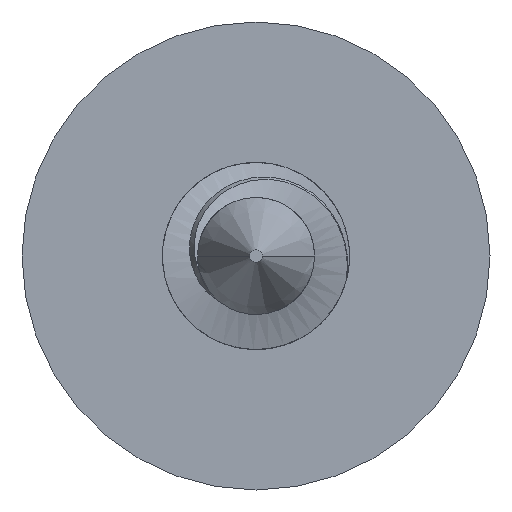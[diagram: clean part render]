
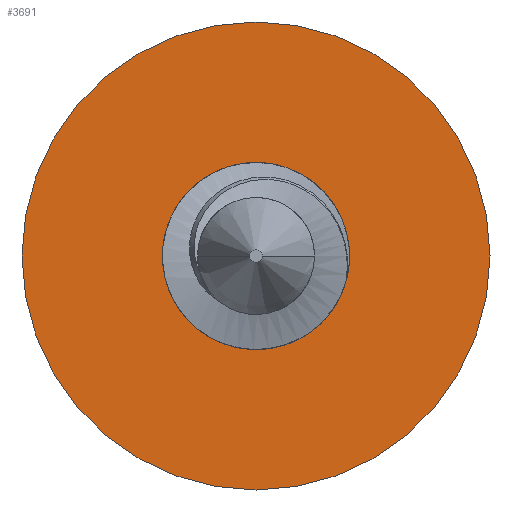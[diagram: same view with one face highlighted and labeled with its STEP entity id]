
A CAD part, front view. The second image highlights one B-rep face of the part: STEP entity #3691.
In plain terms, the highlighted planar face has unit normal (0, -1, 0).
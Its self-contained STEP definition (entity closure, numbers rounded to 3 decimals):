
#92 = CIRCLE ( 'NONE', #630, 10. ) ;
#135 = FACE_BOUND ( 'NONE', #2467, .T. ) ;
#316 = CARTESIAN_POINT ( 'NONE',  ( -3.5, 98.25, 0. ) ) ;
#353 = CIRCLE ( 'NONE', #1608, 3.5 ) ;
#630 = AXIS2_PLACEMENT_3D ( 'NONE', #4112, #3808, #2204 ) ;
#632 = EDGE_CURVE ( 'NONE', #806, #2565, #353, .T. ) ;
#806 = VERTEX_POINT ( 'NONE', #2737 ) ;
#867 = DIRECTION ( 'NONE',  ( -1., 0., 0. ) ) ;
#916 = EDGE_CURVE ( 'NONE', #1659, #934, #3845, .T. ) ;
#934 = VERTEX_POINT ( 'NONE', #2389 ) ;
#1089 = ORIENTED_EDGE ( 'NONE', *, *, #916, .F. ) ;
#1114 = DIRECTION ( 'NONE',  ( 0., 1., 0. ) ) ;
#1121 = ORIENTED_EDGE ( 'NONE', *, *, #1912, .F. ) ;
#1267 = AXIS2_PLACEMENT_3D ( 'NONE', #4007, #1114, #3432 ) ;
#1509 = EDGE_LOOP ( 'NONE', ( #1089, #1121 ) ) ;
#1544 = ORIENTED_EDGE ( 'NONE', *, *, #3860, .T. ) ;
#1608 = AXIS2_PLACEMENT_3D ( 'NONE', #3293, #1660, #2622 ) ;
#1659 = VERTEX_POINT ( 'NONE', #2800 ) ;
#1660 = DIRECTION ( 'NONE',  ( 0., 1., 0. ) ) ;
#1723 = AXIS2_PLACEMENT_3D ( 'NONE', #3816, #3751, #867 ) ;
#1912 = EDGE_CURVE ( 'NONE', #934, #1659, #92, .T. ) ;
#2028 = PLANE ( 'NONE',  #4035 ) ;
#2071 = FACE_OUTER_BOUND ( 'NONE', #1509, .T. ) ;
#2204 = DIRECTION ( 'NONE',  ( -1., 0., 0. ) ) ;
#2216 = DIRECTION ( 'NONE',  ( -1., 0., 0. ) ) ;
#2389 = CARTESIAN_POINT ( 'NONE',  ( 10., 98.25, 0. ) ) ;
#2467 = EDGE_LOOP ( 'NONE', ( #1544, #4087 ) ) ;
#2565 = VERTEX_POINT ( 'NONE', #316 ) ;
#2622 = DIRECTION ( 'NONE',  ( -1., 0., 0. ) ) ;
#2737 = CARTESIAN_POINT ( 'NONE',  ( 3.5, 98.25, 0. ) ) ;
#2800 = CARTESIAN_POINT ( 'NONE',  ( -10., 98.25, 0. ) ) ;
#2964 = CIRCLE ( 'NONE', #1723, 3.5 ) ;
#3293 = CARTESIAN_POINT ( 'NONE',  ( 0., 98.25, 0. ) ) ;
#3345 = CARTESIAN_POINT ( 'NONE',  ( 3.5, 98.25, 0. ) ) ;
#3385 = DIRECTION ( 'NONE',  ( 0., 1., 0. ) ) ;
#3432 = DIRECTION ( 'NONE',  ( -1., 0., 0. ) ) ;
#3691 = ADVANCED_FACE ( 'NONE', ( #2071, #135 ), #2028, .F. ) ;
#3751 = DIRECTION ( 'NONE',  ( 0., 1., 0. ) ) ;
#3808 = DIRECTION ( 'NONE',  ( 0., 1., 0. ) ) ;
#3816 = CARTESIAN_POINT ( 'NONE',  ( 0., 98.25, 0. ) ) ;
#3845 = CIRCLE ( 'NONE', #1267, 10. ) ;
#3860 = EDGE_CURVE ( 'NONE', #2565, #806, #2964, .T. ) ;
#4007 = CARTESIAN_POINT ( 'NONE',  ( 0., 98.25, 0. ) ) ;
#4035 = AXIS2_PLACEMENT_3D ( 'NONE', #3345, #3385, #2216 ) ;
#4087 = ORIENTED_EDGE ( 'NONE', *, *, #632, .T. ) ;
#4112 = CARTESIAN_POINT ( 'NONE',  ( 0., 98.25, 0. ) ) ;
